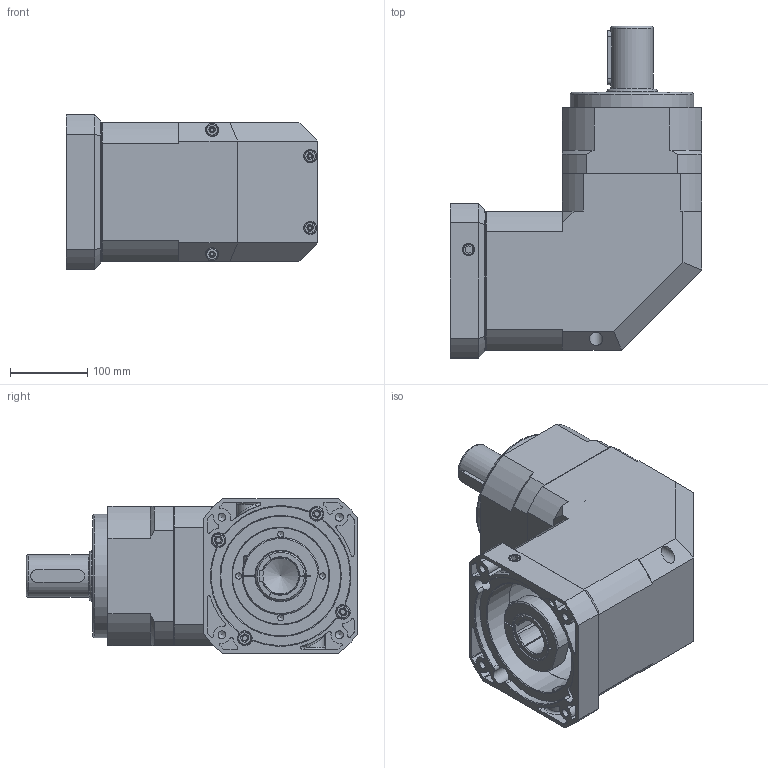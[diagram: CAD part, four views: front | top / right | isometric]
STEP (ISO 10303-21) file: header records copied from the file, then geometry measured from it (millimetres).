
FILE_DESCRIPTION((''),'2;1');
FILE_NAME('KSEL-180-1.stp','2014-04-15T16:26:37',('young'),(''),'Autodesk Inventor 2012','Autodesk Inventor 2012','');
FILE_SCHEMA(('AUTOMOTIVE_DESIGN { 1 0 10303 214 1 1 1 1 }'));
Length unit declared in the file: millimetre
Products named in the file (3): KSEL-180-1; 180-1-Angle; KSE-180-1-Body
Assembly tree (2 placements, depth 2):
  KSEL-180-1
    180-1-Angle
    KSE-180-1-Body
Bounding box: 325 x 429.6 x 200 mm (x, y, z)
Volume: 9413680.1 mm3; surface area: 883254.2 mm2
Topology: 21 solids, 23 shells, 731 faces, 1764 edges, 1137 vertices
Faces by surface type: plane 366, cylinder 218, cone 106, bspline 22, torus 19
Full cylindrical faces by diameter (mm): 8 x4, 8.5 x5, 10 x5, 10.2 x12, 11 x1, 12 x5, 13 x8, 14 x1, 14.5 x4, 15.607 x2, 16 x5, 17 x4, 18 x4, 19 x4, 38 x1, 40 x2, 46 x1, 55 x1, 58 x1, 64.8 x1, 65 x1, 65.4 x1, 70 x1, 74.7 x1, 75 x1, 81 x1, 87 x1, 90 x5, 110 x1, 125 x1
Entity records: 27071 total; most frequent: CARTESIAN_POINT 10606, DIRECTION 3387, ORIENTED_EDGE 3066, EDGE_CURVE 1533, AXIS2_PLACEMENT_3D 1311, VERTEX_POINT 1087, EDGE_LOOP 1004, VECTOR 765
